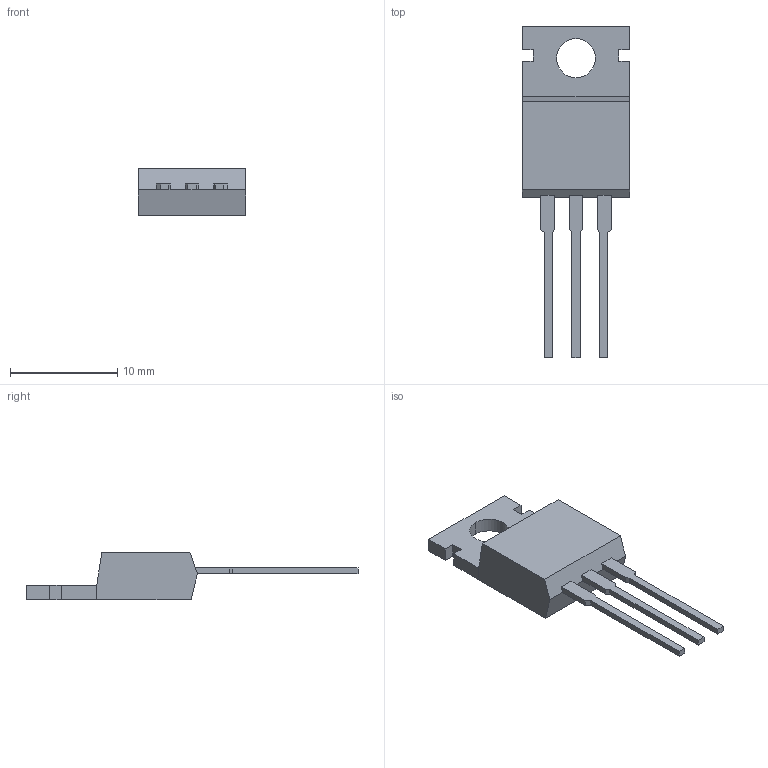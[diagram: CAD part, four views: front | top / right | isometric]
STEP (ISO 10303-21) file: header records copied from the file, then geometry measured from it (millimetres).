
FILE_DESCRIPTION (( 'STEP AP214' ), '1' );
FILE_NAME ('BT258-600R,127.STEP', '2023-02-22T12:31:18', ( '' ), ( '' ), 'SwSTEP 2.0', 'SolidWorks 2017', '' );
FILE_SCHEMA (( 'AUTOMOTIVE_DESIGN' ));
Length unit declared in the file: millimetre
Products named in the file (1): BT258-600R,127
Bounding box: 10 x 31 x 4.4 mm (x, y, z)
Volume: 484.6 mm3; surface area: 768.1 mm2
Topology: 5 solids, 5 shells, 63 faces, 157 edges, 104 vertices
Faces by surface type: plane 61, cylinder 2
Entity records: 1913 total; most frequent: CARTESIAN_POINT 325, ORIENTED_EDGE 314, DIRECTION 289, EDGE_CURVE 157, LINE 153, VECTOR 153, VERTEX_POINT 104, AXIS2_PLACEMENT_3D 68
